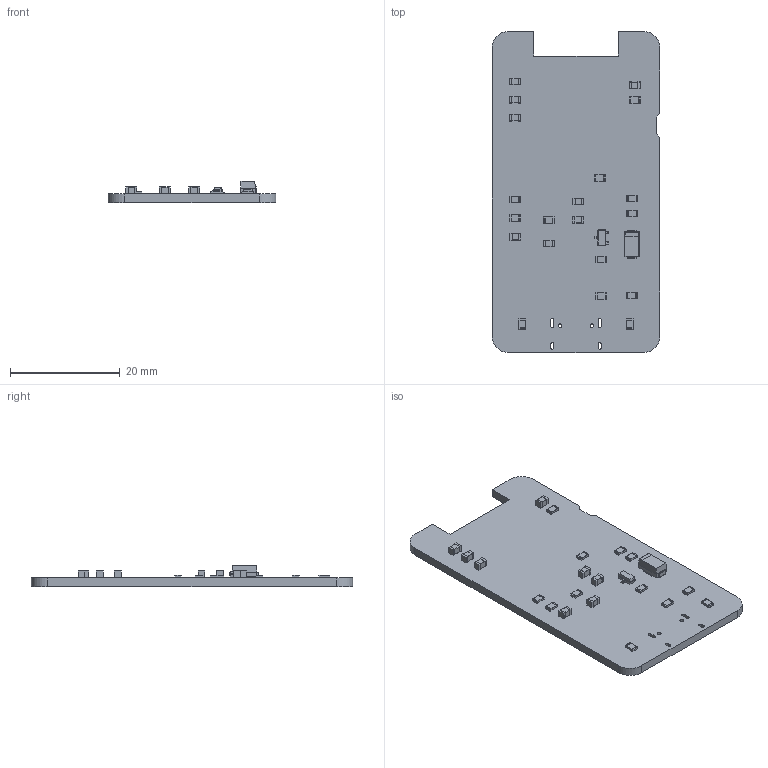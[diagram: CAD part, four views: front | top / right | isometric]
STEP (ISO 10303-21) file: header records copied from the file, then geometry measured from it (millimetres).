
FILE_DESCRIPTION(('KiCad electronic assembly'),'2;1');
FILE_NAME('Wakeboard.step','2024-03-08T17:21:36',('Pcbnew'),('Kicad'), 'Open CASCADE STEP processor 7.7','KiCad to STEP converter','Unknown' );
FILE_SCHEMA(('AUTOMOTIVE_DESIGN { 1 0 10303 214 1 1 1 1 }'));
Length unit declared in the file: millimetre
Products named in the file (10): Wakeboard 1; R_0805_2012Metric; SOT-23; SOT_23; C_0805_2012Metric; D_SMA; Wakeboard_PCB
Assembly tree (27 placements, depth 3):
  Wakeboard 1
    R_0805_2012Metric  x12
      R_0805_2012Metric
    SOT-23
      SOT_23
    C_0805_2012Metric  x8
      C_0805_2012Metric
    D_SMA
      D_SMA
    Wakeboard_PCB
Bounding box: 30.6 x 58.6 x 3.85 mm (x, y, z)
Volume: 2758.5 mm3; surface area: 4014.4 mm2
Topology: 23 solids, 23 shells, 689 faces, 1780 edges, 1154 vertices
Faces by surface type: plane 430, cylinder 222, bspline 37
Full cylindrical faces by diameter (mm): 0.65 x2
Entity records: 7658 total; most frequent: CARTESIAN_POINT 1274, ORIENTED_EDGE 1056, DIRECTION 970, EDGE_CURVE 528, LINE 374, VECTOR 374, VERTEX_POINT 334, AXIS2_PLACEMENT_3D 298
